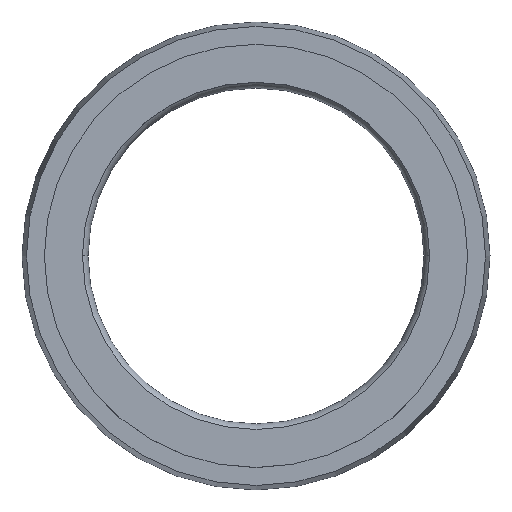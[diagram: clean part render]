
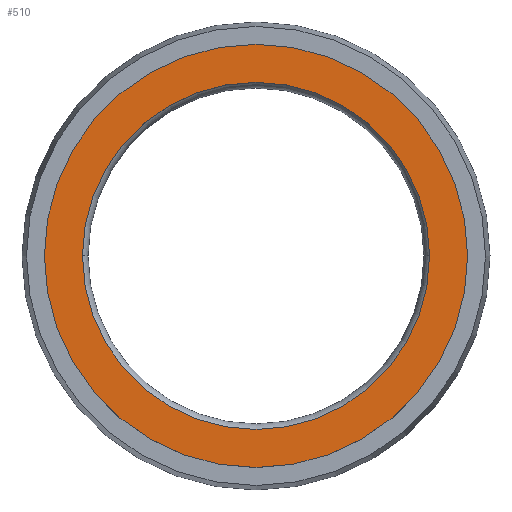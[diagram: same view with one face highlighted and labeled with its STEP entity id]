
A CAD part, top view. The second image highlights one B-rep face of the part: STEP entity #510.
In plain terms, the highlighted planar face has unit normal (0, 0, 1).
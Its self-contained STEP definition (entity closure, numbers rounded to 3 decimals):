
#4 = CARTESIAN_POINT ( 'NONE',  ( 0., 0., 0. ) ) ;
#20 = CIRCLE ( 'NONE', #265, 7.75 ) ;
#58 = FACE_OUTER_BOUND ( 'NONE', #334, .T. ) ;
#65 = EDGE_LOOP ( 'NONE', ( #365, #73 ) ) ;
#71 = EDGE_CURVE ( 'NONE', #324, #400, #180, .T. ) ;
#73 = ORIENTED_EDGE ( 'NONE', *, *, #71, .F. ) ;
#83 = CARTESIAN_POINT ( 'NONE',  ( -9.45, 0., 0. ) ) ;
#86 = DIRECTION ( 'NONE',  ( 1., 0., 0. ) ) ;
#93 = CARTESIAN_POINT ( 'NONE',  ( 0., 0., 0. ) ) ;
#103 = EDGE_CURVE ( 'NONE', #400, #324, #20, .T. ) ;
#104 = DIRECTION ( 'NONE',  ( 0., 0., 1. ) ) ;
#112 = FACE_BOUND ( 'NONE', #65, .T. ) ;
#131 = CIRCLE ( 'NONE', #403, 9.45 ) ;
#142 = DIRECTION ( 'NONE',  ( -1., 0., 0. ) ) ;
#147 = DIRECTION ( 'NONE',  ( 0., 0., 1. ) ) ;
#150 = DIRECTION ( 'NONE',  ( 0., 0., 1. ) ) ;
#164 = EDGE_CURVE ( 'NONE', #515, #169, #547, .T. ) ;
#168 = AXIS2_PLACEMENT_3D ( 'NONE', #4, #104, #395 ) ;
#169 = VERTEX_POINT ( 'NONE', #346 ) ;
#180 = CIRCLE ( 'NONE', #422, 7.75 ) ;
#192 = CARTESIAN_POINT ( 'NONE',  ( 7.75, 0., 0. ) ) ;
#234 = PLANE ( 'NONE',  #594 ) ;
#265 = AXIS2_PLACEMENT_3D ( 'NONE', #93, #150, #600 ) ;
#324 = VERTEX_POINT ( 'NONE', #366 ) ;
#334 = EDGE_LOOP ( 'NONE', ( #487, #503 ) ) ;
#346 = CARTESIAN_POINT ( 'NONE',  ( 9.45, 0., 0. ) ) ;
#365 = ORIENTED_EDGE ( 'NONE', *, *, #103, .F. ) ;
#366 = CARTESIAN_POINT ( 'NONE',  ( -7.75, 0., 0. ) ) ;
#371 = EDGE_CURVE ( 'NONE', #169, #515, #131, .T. ) ;
#374 = DIRECTION ( 'NONE',  ( 0., 0., -1. ) ) ;
#381 = CARTESIAN_POINT ( 'NONE',  ( 0., 0., 0. ) ) ;
#395 = DIRECTION ( 'NONE',  ( 1., 0., 0. ) ) ;
#400 = VERTEX_POINT ( 'NONE', #192 ) ;
#403 = AXIS2_PLACEMENT_3D ( 'NONE', #480, #424, #86 ) ;
#422 = AXIS2_PLACEMENT_3D ( 'NONE', #381, #147, #635 ) ;
#424 = DIRECTION ( 'NONE',  ( 0., 0., 1. ) ) ;
#480 = CARTESIAN_POINT ( 'NONE',  ( 0., 0., 0. ) ) ;
#487 = ORIENTED_EDGE ( 'NONE', *, *, #371, .T. ) ;
#503 = ORIENTED_EDGE ( 'NONE', *, *, #164, .T. ) ;
#510 = ADVANCED_FACE ( 'NONE', ( #112, #58 ), #234, .F. ) ;
#515 = VERTEX_POINT ( 'NONE', #83 ) ;
#531 = CARTESIAN_POINT ( 'NONE',  ( 0., 0., 0. ) ) ;
#547 = CIRCLE ( 'NONE', #168, 9.45 ) ;
#594 = AXIS2_PLACEMENT_3D ( 'NONE', #531, #374, #142 ) ;
#600 = DIRECTION ( 'NONE',  ( 1., 0., 0. ) ) ;
#635 = DIRECTION ( 'NONE',  ( 1., 0., 0. ) ) ;
